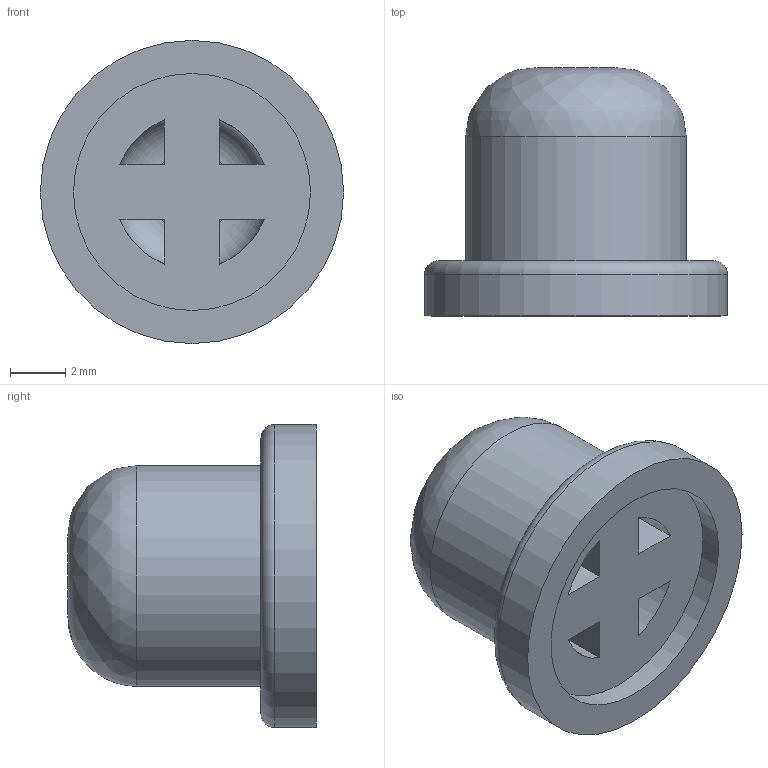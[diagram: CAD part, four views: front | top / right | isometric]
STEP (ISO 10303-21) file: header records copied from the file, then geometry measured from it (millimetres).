
FILE_DESCRIPTION(/* description */ (''),/* implementation_level */ '2;1');
FILE_NAME(/* name */ 'Button.stp',/* time_stamp */ '2018-06-12T10:52:56+02:00',/* author */ ('dimercur'),/* organization */ (''),/* preprocessor_version */ 'ST-DEVELOPER v16.1',/* originating_system */ 'Autodesk Inventor 2016',/* authorisation */ '');
FILE_SCHEMA (('AUTOMOTIVE_DESIGN { 1 0 10303 214 3 1 1 }'));
Length unit declared in the file: millimetre
Products named in the file (1): Button
Bounding box: 11 x 9 x 11 mm (x, y, z)
Volume: 333.8 mm3; surface area: 577.4 mm2
Topology: 1 solids, 1 shells, 21 faces, 56 edges, 37 vertices
Faces by surface type: plane 14, cylinder 4, torus 2, bspline 1
Full cylindrical faces by diameter (mm): 5.6 x1, 8 x1, 8.6 x1, 11 x1
Entity records: 680 total; most frequent: CARTESIAN_POINT 135, DIRECTION 110, ORIENTED_EDGE 98, EDGE_CURVE 49, AXIS2_PLACEMENT_3D 41, VERTEX_POINT 36, EDGE_LOOP 33, LINE 28
